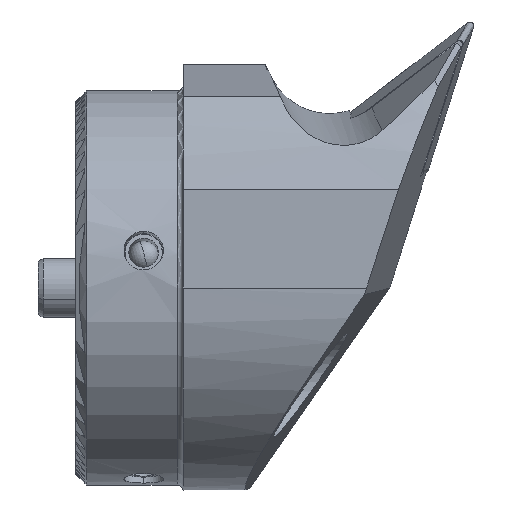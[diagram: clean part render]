
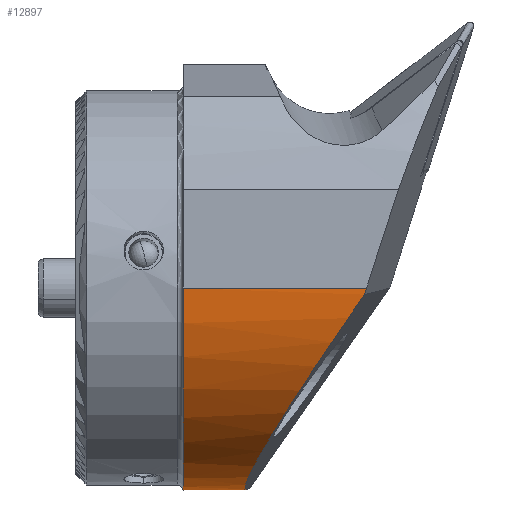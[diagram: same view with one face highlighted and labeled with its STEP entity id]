
A CAD part, front view. The second image highlights one B-rep face of the part: STEP entity #12897.
In plain terms, the highlighted cylindrical face has radius 20.5 mm (diameter 41 mm), a partial arc.
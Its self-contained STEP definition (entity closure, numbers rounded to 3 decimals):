
#926 = EDGE_CURVE ( 'NONE', #14567, #9622, #5229, .T. ) ;
#944 = CIRCLE ( 'NONE', #1080, 20.5 ) ;
#1008 = ORIENTED_EDGE ( 'NONE', *, *, #2887, .F. ) ;
#1080 = AXIS2_PLACEMENT_3D ( 'NONE', #18276, #1838, #4963 ) ;
#1571 = CARTESIAN_POINT ( 'NONE',  ( 38.734, 0., 0. ) ) ;
#1668 = CARTESIAN_POINT ( 'NONE',  ( 20.996, 14.276, 14.739 ) ) ;
#1838 = DIRECTION ( 'NONE',  ( 1., 0., 0. ) ) ;
#2040 = EDGE_CURVE ( 'NONE', #18681, #17818, #16340, .T. ) ;
#2240 = CARTESIAN_POINT ( 'NONE',  ( 10.492, 0., -20.5 ) ) ;
#2302 = EDGE_CURVE ( 'NONE', #13394, #14567, #7471, .T. ) ;
#2310 = CARTESIAN_POINT ( 'NONE',  ( 15.393, 18.644, 8.528 ) ) ;
#2363 = AXIS2_PLACEMENT_3D ( 'NONE', #4395, #13043, #10253 ) ;
#2771 = DIRECTION ( 'NONE',  ( 1., 0., 0. ) ) ;
#2879 = ORIENTED_EDGE ( 'NONE', *, *, #2040, .T. ) ;
#2887 = EDGE_CURVE ( 'NONE', #6283, #12577, #6346, .T. ) ;
#3126 = EDGE_LOOP ( 'NONE', ( #7078, #4976, #5972, #13087, #18286, #2879, #9720, #15505, #1008, #4553 ) ) ;
#3686 = CARTESIAN_POINT ( 'NONE',  ( 17.733, 16.864, 11.662 ) ) ;
#3711 = LINE ( 'NONE', #13268, #18990 ) ;
#3782 = VECTOR ( 'NONE', #11361, 1000. ) ;
#3795 = EDGE_CURVE ( 'NONE', #9622, #6283, #11658, .T. ) ;
#3862 = EDGE_CURVE ( 'NONE', #12577, #13796, #7469, .T. ) ;
#3955 = CARTESIAN_POINT ( 'NONE',  ( 10.492, 0., 0. ) ) ;
#4395 = CARTESIAN_POINT ( 'NONE',  ( 10.492, 0., 0. ) ) ;
#4431 = LINE ( 'NONE', #10768, #16056 ) ;
#4553 = ORIENTED_EDGE ( 'NONE', *, *, #3795, .F. ) ;
#4580 = CARTESIAN_POINT ( 'NONE',  ( 20.622, 14.867, 14.137 ) ) ;
#4781 = CARTESIAN_POINT ( 'NONE',  ( 18.982, 16.317, 12.423 ) ) ;
#4963 = DIRECTION ( 'NONE',  ( 0., 0., -1. ) ) ;
#4976 = ORIENTED_EDGE ( 'NONE', *, *, #2302, .F. ) ;
#5229 = B_SPLINE_CURVE_WITH_KNOTS ( 'NONE', 3,
 ( #9255, #4781, #12247, #4580, #1668, #7638 ),
 .UNSPECIFIED., .F., .F.,
 ( 4, 2, 4 ),
 ( 0., 0.003, 0.006 ),
 .UNSPECIFIED. ) ;
#5311 = AXIS2_PLACEMENT_3D ( 'NONE', #3955, #11425, #9983 ) ;
#5963 = CARTESIAN_POINT ( 'NONE',  ( 14.765, -9.979, -22.203 ) ) ;
#5972 = ORIENTED_EDGE ( 'NONE', *, *, #18603, .F. ) ;
#6227 = DIRECTION ( 'NONE',  ( -1., 0., 0. ) ) ;
#6283 = VERTEX_POINT ( 'NONE', #15318 ) ;
#6346 = CIRCLE ( 'NONE', #5311, 20.5 ) ;
#6367 = CARTESIAN_POINT ( 'NONE',  ( 18.233, 16.645, 11.967 ) ) ;
#6515 = CARTESIAN_POINT ( 'NONE',  ( 16.169, 17.88, 10.032 ) ) ;
#6590 = CARTESIAN_POINT ( 'NONE',  ( 15., 19.332, 6.85 ) ) ;
#6620 = CARTESIAN_POINT ( 'NONE',  ( 29.123, -20.5, 0. ) ) ;
#7078 = ORIENTED_EDGE ( 'NONE', *, *, #926, .F. ) ;
#7469 = CIRCLE ( 'NONE', #2363, 20.5 ) ;
#7471 = B_SPLINE_CURVE_WITH_KNOTS ( 'NONE', 3,
 ( #14107, #6590, #18483, #9565, #2310, #17091, #8196, #18582, #6515, #12690, #10945, #12554, #3686, #13921 ),
 .UNSPECIFIED., .F., .F.,
 ( 4, 2, 2, 2, 2, 2, 4 ),
 ( 0., 0.002, 0.003, 0.004, 0.005, 0.006, 0.007 ),
 .UNSPECIFIED. ) ;
#7508 = CARTESIAN_POINT ( 'NONE',  ( 28.906, -20.489, -0.674 ) ) ;
#7638 = CARTESIAN_POINT ( 'NONE',  ( 21.271, 13.61, 15.331 ) ) ;
#7684 = FACE_OUTER_BOUND ( 'NONE', #3126, .T. ) ;
#7759 = CARTESIAN_POINT ( 'NONE',  ( 28.906, -20.489, -0.674 ) ) ;
#8110 = EDGE_CURVE ( 'NONE', #17818, #13796, #4431, .T. ) ;
#8196 = CARTESIAN_POINT ( 'NONE',  ( 15.735, 18.267, 9.309 ) ) ;
#8550 = CARTESIAN_POINT ( 'NONE',  ( 28.978, -20.496, -0.45 ) ) ;
#8695 =( BOUNDED_CURVE ( )  B_SPLINE_CURVE ( 3, ( #9134, #5963, #16362, #7508 ),
 .UNSPECIFIED., .F., .F. ) 
 B_SPLINE_CURVE_WITH_KNOTS ( ( 4, 4 ),
 ( 6.003, 7.688 ),
 .UNSPECIFIED. ) 
 CURVE ( )  GEOMETRIC_REPRESENTATION_ITEM ( )  RATIONAL_B_SPLINE_CURVE ( ( 1., 0.777, 0.777, 1. ) ) 
 REPRESENTATION_ITEM ( '' )  );
#9134 = CARTESIAN_POINT ( 'NONE',  ( 17.337, 3.005, -20.279 ) ) ;
#9255 = CARTESIAN_POINT ( 'NONE',  ( 18.233, 16.645, 11.967 ) ) ;
#9565 = CARTESIAN_POINT ( 'NONE',  ( 15.3, 18.767, 8.255 ) ) ;
#9622 = VERTEX_POINT ( 'NONE', #14288 ) ;
#9720 = ORIENTED_EDGE ( 'NONE', *, *, #8110, .T. ) ;
#9983 = DIRECTION ( 'NONE',  ( 0., 0., 1. ) ) ;
#10026 = CARTESIAN_POINT ( 'NONE',  ( 10.492, -20.5, 0. ) ) ;
#10193 = CARTESIAN_POINT ( 'NONE',  ( 29.05, -20.5, -0.225 ) ) ;
#10253 = DIRECTION ( 'NONE',  ( 0., 0., 1. ) ) ;
#10330 = CARTESIAN_POINT ( 'NONE',  ( 28.906, -20.489, -0.674 ) ) ;
#10768 = CARTESIAN_POINT ( 'NONE',  ( 38.734, -20.5, 0. ) ) ;
#10945 = CARTESIAN_POINT ( 'NONE',  ( 16.695, 17.488, 10.699 ) ) ;
#11361 = DIRECTION ( 'NONE',  ( -1., 0., 0. ) ) ;
#11425 = DIRECTION ( 'NONE',  ( -1., 0., 0. ) ) ;
#11658 = LINE ( 'NONE', #12976, #3782 ) ;
#11990 = CARTESIAN_POINT ( 'NONE',  ( 15., 19.523, 6.254 ) ) ;
#12247 = CARTESIAN_POINT ( 'NONE',  ( 19.602, 15.9, 12.963 ) ) ;
#12554 = CARTESIAN_POINT ( 'NONE',  ( 17.288, 17.107, 11.306 ) ) ;
#12577 = VERTEX_POINT ( 'NONE', #2240 ) ;
#12690 = CARTESIAN_POINT ( 'NONE',  ( 16.509, 17.619, 10.482 ) ) ;
#12897 = ADVANCED_FACE ( 'NONE', ( #7684 ), #18806, .T. ) ;
#12910 = VERTEX_POINT ( 'NONE', #13441 ) ;
#12976 = CARTESIAN_POINT ( 'NONE',  ( 38.734, 13.61, 15.331 ) ) ;
#13043 = DIRECTION ( 'NONE',  ( -1., 0., 0. ) ) ;
#13087 = ORIENTED_EDGE ( 'NONE', *, *, #15460, .T. ) ;
#13268 = CARTESIAN_POINT ( 'NONE',  ( 38.734, 3.005, -20.279 ) ) ;
#13394 = VERTEX_POINT ( 'NONE', #11990 ) ;
#13441 = CARTESIAN_POINT ( 'NONE',  ( 17.337, 3.005, -20.279 ) ) ;
#13762 = CARTESIAN_POINT ( 'NONE',  ( 15., 3.005, -20.279 ) ) ;
#13796 = VERTEX_POINT ( 'NONE', #10026 ) ;
#13921 = CARTESIAN_POINT ( 'NONE',  ( 18.233, 16.645, 11.967 ) ) ;
#14107 = CARTESIAN_POINT ( 'NONE',  ( 15., 19.523, 6.254 ) ) ;
#14288 = CARTESIAN_POINT ( 'NONE',  ( 21.271, 13.61, 15.331 ) ) ;
#14567 = VERTEX_POINT ( 'NONE', #6367 ) ;
#15318 = CARTESIAN_POINT ( 'NONE',  ( 10.492, 13.61, 15.331 ) ) ;
#15460 = EDGE_CURVE ( 'NONE', #17692, #12910, #3711, .T. ) ;
#15505 = ORIENTED_EDGE ( 'NONE', *, *, #3862, .F. ) ;
#16025 = CARTESIAN_POINT ( 'NONE',  ( 29.123, -20.5, 0. ) ) ;
#16056 = VECTOR ( 'NONE', #16526, 1000. ) ;
#16264 = EDGE_CURVE ( 'NONE', #12910, #18681, #8695, .T. ) ;
#16340 =( BOUNDED_CURVE ( )  B_SPLINE_CURVE ( 3, ( #10330, #8550, #10193, #16025 ),
 .UNSPECIFIED., .F., .F. ) 
 B_SPLINE_CURVE_WITH_KNOTS ( ( 4, 4 ),
 ( 1.22, 1.253 ),
 .UNSPECIFIED. ) 
 CURVE ( )  GEOMETRIC_REPRESENTATION_ITEM ( )  RATIONAL_B_SPLINE_CURVE ( ( 1., 1., 1., 1. ) ) 
 REPRESENTATION_ITEM ( '' )  );
#16362 = CARTESIAN_POINT ( 'NONE',  ( 19.728, -20.057, -13.793 ) ) ;
#16526 = DIRECTION ( 'NONE',  ( -1., 0., 0. ) ) ;
#17091 = CARTESIAN_POINT ( 'NONE',  ( 15.61, 18.394, 9.056 ) ) ;
#17692 = VERTEX_POINT ( 'NONE', #13762 ) ;
#17818 = VERTEX_POINT ( 'NONE', #6620 ) ;
#18002 = DIRECTION ( 'NONE',  ( 0., 0., 1. ) ) ;
#18051 = AXIS2_PLACEMENT_3D ( 'NONE', #1571, #6227, #18002 ) ;
#18276 = CARTESIAN_POINT ( 'NONE',  ( 15., 0., 0. ) ) ;
#18286 = ORIENTED_EDGE ( 'NONE', *, *, #16264, .T. ) ;
#18483 = CARTESIAN_POINT ( 'NONE',  ( 15.078, 19.118, 7.424 ) ) ;
#18582 = CARTESIAN_POINT ( 'NONE',  ( 16.014, 18.01, 9.797 ) ) ;
#18603 = EDGE_CURVE ( 'NONE', #17692, #13394, #944, .T. ) ;
#18681 = VERTEX_POINT ( 'NONE', #7759 ) ;
#18806 = CYLINDRICAL_SURFACE ( 'NONE', #18051, 20.5 ) ;
#18990 = VECTOR ( 'NONE', #2771, 1000. ) ;
